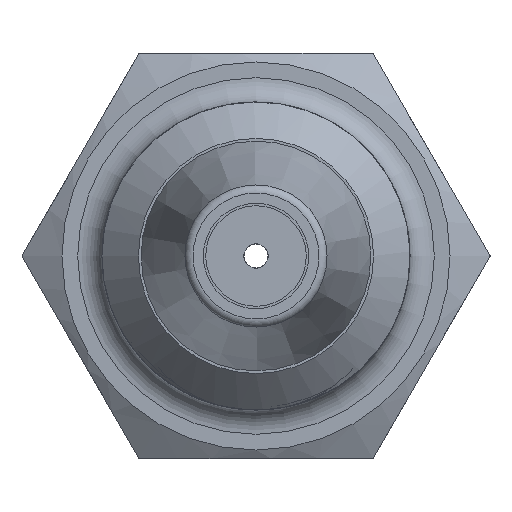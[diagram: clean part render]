
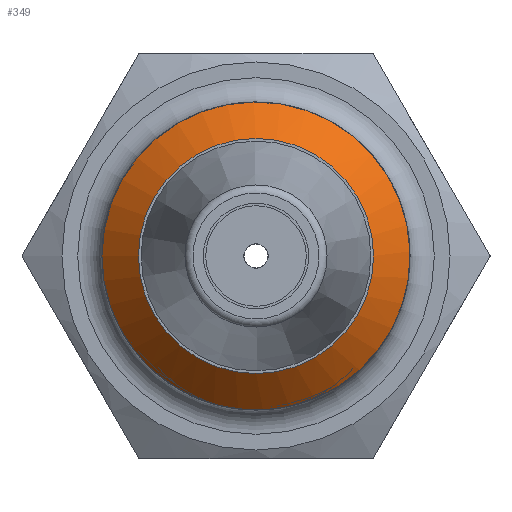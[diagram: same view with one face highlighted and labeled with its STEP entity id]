
A CAD part, left-side view. The second image highlights one B-rep face of the part: STEP entity #349.
In plain terms, the highlighted conical face has half-angle 45 degrees and reference radius 2.127 mm.
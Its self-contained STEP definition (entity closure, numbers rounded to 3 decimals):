
#298=CARTESIAN_POINT('',(0.0,1.842,0.0));
#299=VERTEX_POINT('',#298);
#300=CARTESIAN_POINT('',(0.,0.,0.0));
#301=DIRECTION('',(1.0,0.0,0.0));
#302=DIRECTION('',(0.0,1.0,0.0));
#303=AXIS2_PLACEMENT_3D('',#300,#301,#302);
#304=CIRCLE('',#303,1.842);
#305=EDGE_CURVE('',#299,#299,#304,.T.);
#321=CARTESIAN_POINT('',(0.286,0.,0.0));
#322=DIRECTION('',(1.0,0.,0.0));
#323=DIRECTION('',(0.0,1.0,0.0));
#324=AXIS2_PLACEMENT_3D('',#321,#322,#323);
#325=CONICAL_SURFACE('',#324,2.127,45.);
#326=ORIENTED_EDGE('',*,*,#305,.T.);
#327=EDGE_LOOP('',(#326));
#328=FACE_OUTER_BOUND('',#327,.T.);
#329=CARTESIAN_POINT('',(0.572,2.413,0.0));
#330=VERTEX_POINT('',#329);
#331=CARTESIAN_POINT('',(0.572,-0.108,-2.411));
#332=VERTEX_POINT('',#331);
#333=CARTESIAN_POINT('',(0.572,0.,0.0));
#334=DIRECTION('',(1.0,0.0,0.0));
#335=DIRECTION('',(0.0,1.0,0.0));
#336=AXIS2_PLACEMENT_3D('',#333,#334,#335);
#337=CIRCLE('',#336,2.413);
#338=EDGE_CURVE('',#330,#332,#337,.T.);
#339=ORIENTED_EDGE('',*,*,#338,.F.);
#340=CARTESIAN_POINT('',(0.572,0.,0.0));
#341=DIRECTION('',(1.0,0.0,0.0));
#342=DIRECTION('',(0.0,1.0,0.0));
#343=AXIS2_PLACEMENT_3D('',#340,#341,#342);
#344=CIRCLE('',#343,2.413);
#345=EDGE_CURVE('',#332,#330,#344,.T.);
#346=ORIENTED_EDGE('',*,*,#345,.F.);
#347=EDGE_LOOP('',(#339,#346));
#348=FACE_BOUND('',#347,.T.);
#349=ADVANCED_FACE('',(#328,#348),#325,.T.);
